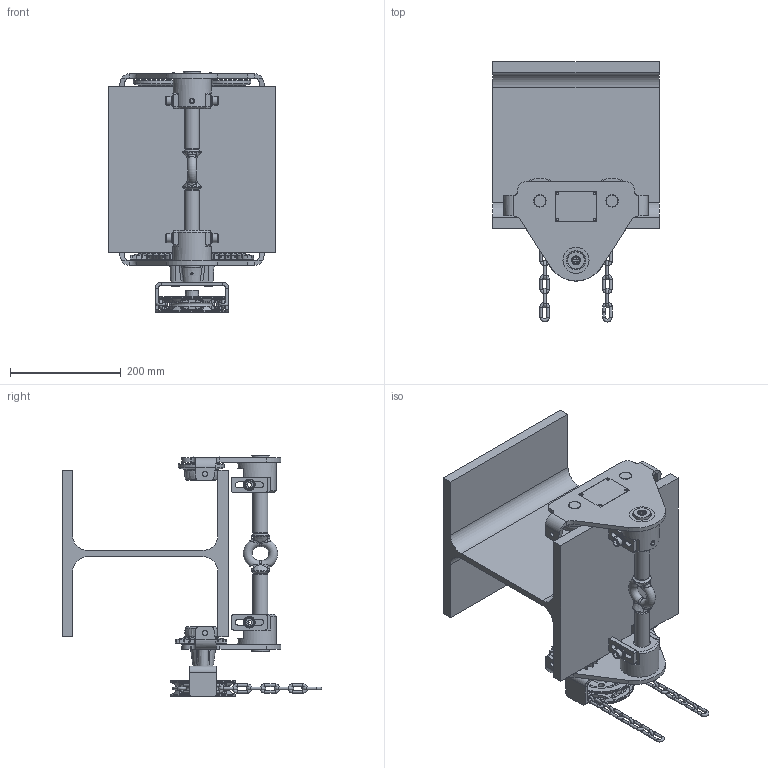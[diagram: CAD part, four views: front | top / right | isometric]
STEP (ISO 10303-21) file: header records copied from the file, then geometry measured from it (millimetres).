
FILE_DESCRIPTION (( 'STEP AP214' ), '1' );
FILE_NAME ('HTG-B 0,5t.STEP', '2018-02-20T09:55:42', ( '' ), ( '' ), 'SwSTEP 2.0', 'SolidWorks 2015', '' );
FILE_SCHEMA (( 'AUTOMOTIVE_DESIGN' ));
Length unit declared in the file: millimetre
Products named in the file (1): HTG-B 0,5t
Bounding box: 300 x 468.79 x 435 mm (x, y, z)
Surface area: 942888.7 mm2 (no closed solid volume)
Topology: 0 solids, 92 shells, 869 faces, 3049 edges, 2175 vertices
Faces by surface type: cylinder 368, plane 274, cone 83, torus 74, bspline 62, sphere 8
Full cylindrical faces by diameter (mm): 1.7 x2, 4 x1, 5 x45, 6 x1, 9 x4, 10 x6, 13 x1, 15 x2, 16 x5, 17 x4, 21 x4, 22 x4, 25 x1, 27 x2, 28 x1, 31 x2, 32 x6, 33 x2, 34 x8, 35.7 x4, 70 x2, 83 x2, 118 x1
Entity records: 48855 total; most frequent: CARTESIAN_POINT 15136, DIRECTION 4933, ORIENTED_EDGE 4379, EDGE_CURVE 2772, VERTEX_POINT 2131, AXIS2_PLACEMENT_3D 1999, EDGE_LOOP 1224, CIRCLE 1191
